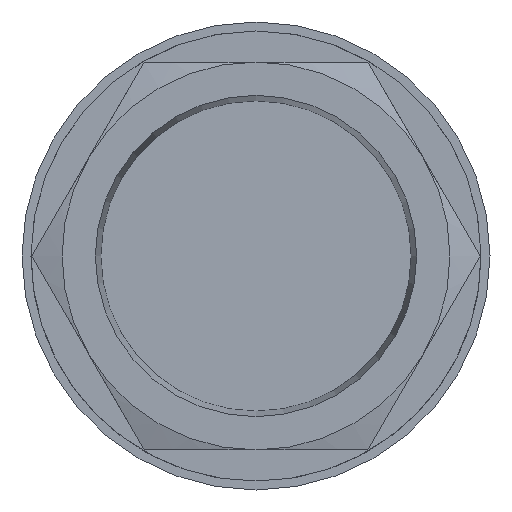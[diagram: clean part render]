
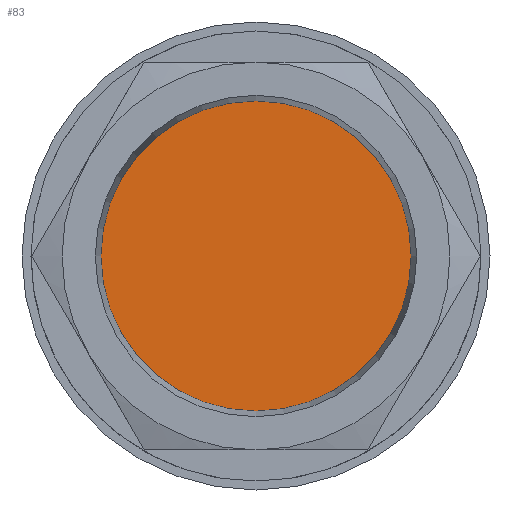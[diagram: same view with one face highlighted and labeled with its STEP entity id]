
A CAD part, left-side view. The second image highlights one B-rep face of the part: STEP entity #83.
In plain terms, the highlighted planar face has unit normal (-1, 0, 0).
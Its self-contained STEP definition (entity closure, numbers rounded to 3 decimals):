
#83 = ADVANCED_FACE( '', ( #179 ), #180, .F. );
#179 = FACE_OUTER_BOUND( '', #278, .T. );
#180 = PLANE( '', #279 );
#278 = EDGE_LOOP( '', ( #440 ) );
#279 = AXIS2_PLACEMENT_3D( '', #441, #442, #443 );
#440 = ORIENTED_EDGE( '', *, *, #534, .F. );
#441 = CARTESIAN_POINT( '', ( 4., 0., 0. ) );
#442 = DIRECTION( '', ( 1., 0., 0. ) );
#443 = DIRECTION( '', ( 0., 0., -1. ) );
#534 = EDGE_CURVE( '', #623, #623, #624, .T. );
#623 = VERTEX_POINT( '', #758 );
#624 = CIRCLE( '', #759, 20. );
#758 = CARTESIAN_POINT( '', ( 4., 0., -20. ) );
#759 = AXIS2_PLACEMENT_3D( '', #896, #897, #898 );
#896 = CARTESIAN_POINT( '', ( 4., 0., 0. ) );
#897 = DIRECTION( '', ( 1., 0., 0. ) );
#898 = DIRECTION( '', ( 0., 0., -1. ) );
